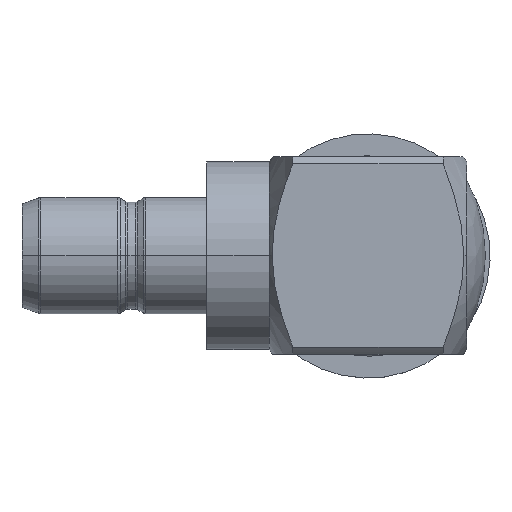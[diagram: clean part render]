
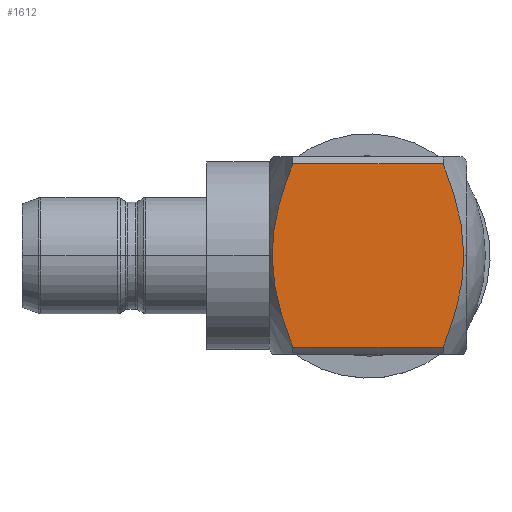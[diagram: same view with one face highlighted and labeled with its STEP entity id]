
A CAD part, top view. The second image highlights one B-rep face of the part: STEP entity #1612.
In plain terms, the highlighted planar face has unit normal (0, 0, 1).
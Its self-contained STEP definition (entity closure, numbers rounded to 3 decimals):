
#167 = CARTESIAN_POINT ( 'NONE',  ( 8.12, -1.25, 3.15 ) ) ;
#1063 = VECTOR ( 'NONE', #7642, 1000. ) ;
#1138 = CARTESIAN_POINT ( 'NONE',  ( 8.466, -2.459, 3.15 ) ) ;
#1456 = EDGE_CURVE ( 'NONE', #5399, #11055, #9497, .T. ) ;
#1572 = CARTESIAN_POINT ( 'NONE',  ( 8.651, -2.927, 3.15 ) ) ;
#1612 = ADVANCED_FACE ( 'NONE', ( #6023 ), #5452, .F. ) ;
#1799 = CARTESIAN_POINT ( 'NONE',  ( 13.98, -1.25, 3.15 ) ) ;
#1817 = ORIENTED_EDGE ( 'NONE', *, *, #10302, .T. ) ;
#2270 = VERTEX_POINT ( 'NONE', #5673 ) ;
#2752 = B_SPLINE_CURVE_WITH_KNOTS ( 'NONE', 3,
 ( #12796, #7739, #7789, #1799, #8784, #2785, #9822, #3797 ),
 .UNSPECIFIED., .F., .F.,
 ( 4, 2, 2, 4 ),
 ( 0.004, 0.005, 0.006, 0.007 ),
 .UNSPECIFIED. ) ;
#2785 = CARTESIAN_POINT ( 'NONE',  ( 14.095, -0.506, 3.15 ) ) ;
#2809 = CARTESIAN_POINT ( 'NONE',  ( 7.987, 0., 3.15 ) ) ;
#2965 = CARTESIAN_POINT ( 'NONE',  ( 8.651, 2.927, 3.15 ) ) ;
#3797 = CARTESIAN_POINT ( 'NONE',  ( 14.113, 0., 3.15 ) ) ;
#3865 = EDGE_CURVE ( 'NONE', #5459, #11055, #8704, .T. ) ;
#4160 = DIRECTION ( 'NONE',  ( 1., 0., 0. ) ) ;
#4218 = CARTESIAN_POINT ( 'NONE',  ( 14.041, 1.002, 3.15 ) ) ;
#4486 = DIRECTION ( 'NONE',  ( 0., 0., -1. ) ) ;
#4603 = CARTESIAN_POINT ( 'NONE',  ( -1.03, -2.927, 3.15 ) ) ;
#4758 = CARTESIAN_POINT ( 'NONE',  ( 8.059, 1.002, 3.15 ) ) ;
#4841 = CARTESIAN_POINT ( 'NONE',  ( 13.449, -2.927, 3.15 ) ) ;
#5123 = CARTESIAN_POINT ( 'NONE',  ( 7.987, 0., 3.15 ) ) ;
#5229 = CARTESIAN_POINT ( 'NONE',  ( 13.634, 2.458, 3.15 ) ) ;
#5399 = VERTEX_POINT ( 'NONE', #2809 ) ;
#5452 = PLANE ( 'NONE',  #5728 ) ;
#5459 = VERTEX_POINT ( 'NONE', #4841 ) ;
#5673 = CARTESIAN_POINT ( 'NONE',  ( 13.449, 2.927, 3.15 ) ) ;
#5721 = ORIENTED_EDGE ( 'NONE', *, *, #12064, .F. ) ;
#5728 = AXIS2_PLACEMENT_3D ( 'NONE', #10498, #4486, #11511 ) ;
#5786 = CARTESIAN_POINT ( 'NONE',  ( 7.987, 0., 3.15 ) ) ;
#6023 = FACE_OUTER_BOUND ( 'NONE', #9049, .T. ) ;
#6103 = LINE ( 'NONE', #9196, #8413 ) ;
#6134 = CARTESIAN_POINT ( 'NONE',  ( 8.072, -1.004, 3.15 ) ) ;
#6137 = ORIENTED_EDGE ( 'NONE', *, *, #10712, .T. ) ;
#6640 = CARTESIAN_POINT ( 'NONE',  ( 8.466, 2.458, 3.15 ) ) ;
#6792 = EDGE_CURVE ( 'NONE', #12951, #5399, #7843, .T. ) ;
#6981 = VERTEX_POINT ( 'NONE', #10008 ) ;
#7130 = CARTESIAN_POINT ( 'NONE',  ( 8.301, -1.98, 3.15 ) ) ;
#7642 = DIRECTION ( 'NONE',  ( -1., 0., 0. ) ) ;
#7739 = CARTESIAN_POINT ( 'NONE',  ( 13.634, -2.459, 3.15 ) ) ;
#7789 = CARTESIAN_POINT ( 'NONE',  ( 13.799, -1.98, 3.15 ) ) ;
#7792 = B_SPLINE_CURVE_WITH_KNOTS ( 'NONE', 3,
 ( #9213, #11211, #4218, #11263, #5229, #12243 ),
 .UNSPECIFIED., .F., .F.,
 ( 4, 2, 4 ),
 ( 0.007, 0.008, 0.01 ),
 .UNSPECIFIED. ) ;
#7843 = B_SPLINE_CURVE_WITH_KNOTS ( 'NONE', 3,
 ( #12705, #6640, #10790, #4758, #11788, #5786 ),
 .UNSPECIFIED., .F., .F.,
 ( 4, 2, 4 ),
 ( 0.008, 0.01, 0.011 ),
 .UNSPECIFIED. ) ;
#8135 = CARTESIAN_POINT ( 'NONE',  ( 8.651, -2.927, 3.15 ) ) ;
#8413 = VECTOR ( 'NONE', #4160, 1000. ) ;
#8704 = LINE ( 'NONE', #4603, #1063 ) ;
#8784 = CARTESIAN_POINT ( 'NONE',  ( 14.028, -1.004, 3.15 ) ) ;
#8922 = ORIENTED_EDGE ( 'NONE', *, *, #6792, .T. ) ;
#9049 = EDGE_LOOP ( 'NONE', ( #1817, #6137, #5721, #8922, #10089, #12651 ) ) ;
#9196 = CARTESIAN_POINT ( 'NONE',  ( -1.03, 2.927, 3.15 ) ) ;
#9213 = CARTESIAN_POINT ( 'NONE',  ( 14.113, 0., 3.15 ) ) ;
#9497 = B_SPLINE_CURVE_WITH_KNOTS ( 'NONE', 3,
 ( #5123, #11145, #12138, #6134, #167, #7130, #1138, #8135 ),
 .UNSPECIFIED., .F., .F.,
 ( 4, 2, 2, 4 ),
 ( 0.011, 0.012, 0.013, 0.014 ),
 .UNSPECIFIED. ) ;
#9822 = CARTESIAN_POINT ( 'NONE',  ( 14.113, -0.252, 3.15 ) ) ;
#10008 = CARTESIAN_POINT ( 'NONE',  ( 14.113, 0., 3.15 ) ) ;
#10089 = ORIENTED_EDGE ( 'NONE', *, *, #1456, .T. ) ;
#10302 = EDGE_CURVE ( 'NONE', #5459, #6981, #2752, .T. ) ;
#10498 = CARTESIAN_POINT ( 'NONE',  ( 14.2, 3.15, 3.15 ) ) ;
#10712 = EDGE_CURVE ( 'NONE', #6981, #2270, #7792, .T. ) ;
#10790 = CARTESIAN_POINT ( 'NONE',  ( 8.3, 1.977, 3.15 ) ) ;
#11055 = VERTEX_POINT ( 'NONE', #1572 ) ;
#11145 = CARTESIAN_POINT ( 'NONE',  ( 7.987, -0.252, 3.15 ) ) ;
#11211 = CARTESIAN_POINT ( 'NONE',  ( 14.113, 0.507, 3.15 ) ) ;
#11263 = CARTESIAN_POINT ( 'NONE',  ( 13.8, 1.977, 3.15 ) ) ;
#11511 = DIRECTION ( 'NONE',  ( 0., 1., 0. ) ) ;
#11788 = CARTESIAN_POINT ( 'NONE',  ( 7.987, 0.507, 3.15 ) ) ;
#12064 = EDGE_CURVE ( 'NONE', #12951, #2270, #6103, .T. ) ;
#12138 = CARTESIAN_POINT ( 'NONE',  ( 8.005, -0.506, 3.15 ) ) ;
#12243 = CARTESIAN_POINT ( 'NONE',  ( 13.449, 2.927, 3.15 ) ) ;
#12651 = ORIENTED_EDGE ( 'NONE', *, *, #3865, .F. ) ;
#12705 = CARTESIAN_POINT ( 'NONE',  ( 8.651, 2.927, 3.15 ) ) ;
#12796 = CARTESIAN_POINT ( 'NONE',  ( 13.449, -2.927, 3.15 ) ) ;
#12951 = VERTEX_POINT ( 'NONE', #2965 ) ;
